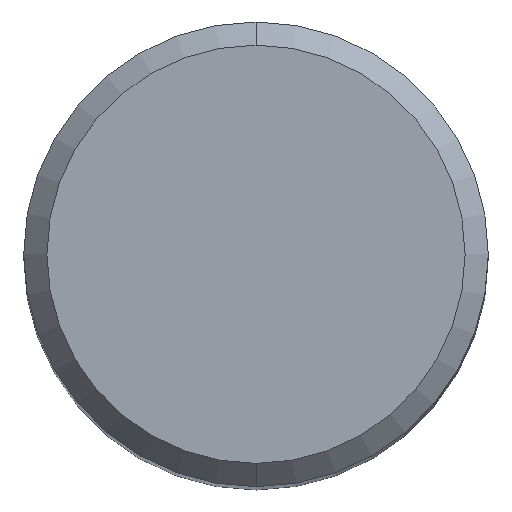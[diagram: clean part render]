
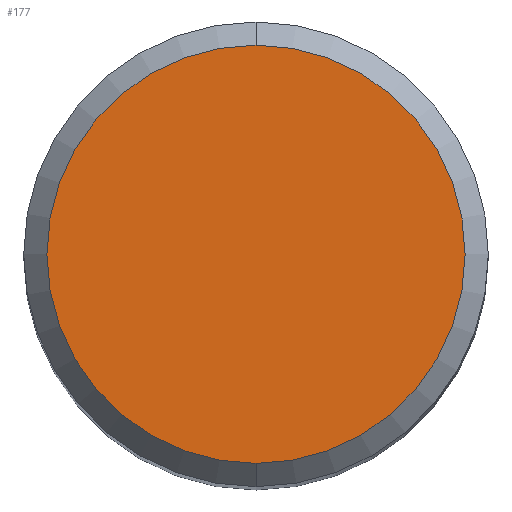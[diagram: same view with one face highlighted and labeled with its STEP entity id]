
A CAD part, top view. The second image highlights one B-rep face of the part: STEP entity #177.
In plain terms, the highlighted planar face has unit normal (0, 0, 1).
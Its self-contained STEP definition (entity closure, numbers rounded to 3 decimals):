
#145=EDGE_CURVE('',#209,#155,#295,.T.);
#155=VERTEX_POINT('',#306);
#167=EDGE_CURVE('',#155,#209,#321,.T.);
#177=ADVANCED_FACE('',(#332),#333,.T.);
#209=VERTEX_POINT('',#367);
#295=CIRCLE('',#461,4.5);
#306=CARTESIAN_POINT('',(0.0,4.5,0.0));
#321=CIRCLE('',#496,4.5);
#332=FACE_OUTER_BOUND('',#508,.T.);
#333=PLANE('',#509);
#367=CARTESIAN_POINT('',(0.,-4.5,0.0));
#461=AXIS2_PLACEMENT_3D('',#654,#655,#656);
#496=AXIS2_PLACEMENT_3D('',#689,#690,#691);
#508=EDGE_LOOP('',(#702,#703));
#509=AXIS2_PLACEMENT_3D('',#704,#705,#706);
#654=CARTESIAN_POINT('',(0.0,0.0,0.0));
#655=DIRECTION('',(0.0,0.0,-1.0));
#656=DIRECTION('',(0.0,1.0,0.0));
#689=CARTESIAN_POINT('',(0.0,0.0,0.0));
#690=DIRECTION('',(0.0,0.0,-1.0));
#691=DIRECTION('',(0.0,1.0,0.0));
#702=ORIENTED_EDGE('',*,*,#167,.F.);
#703=ORIENTED_EDGE('',*,*,#145,.F.);
#704=CARTESIAN_POINT('',(0.0,2.25,0.0));
#705=DIRECTION('',(-0.0,0.0,1.0));
#706=DIRECTION('',(0.0,-1.0,0.0));
